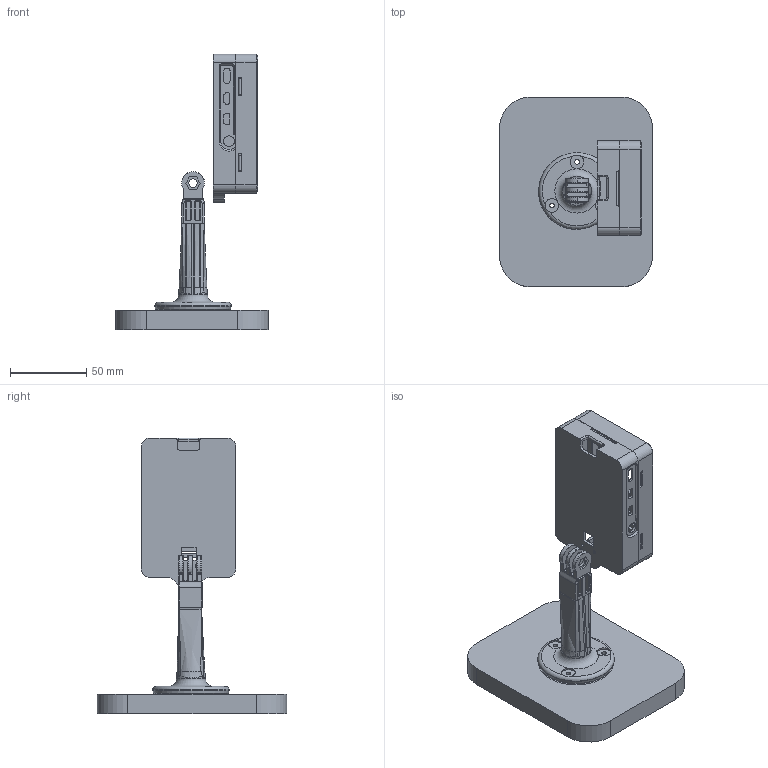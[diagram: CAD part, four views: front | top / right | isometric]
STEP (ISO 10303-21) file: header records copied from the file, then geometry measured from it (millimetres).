
FILE_DESCRIPTION(/* description */ (''),/* implementation_level */ '2;1');
FILE_NAME(/* name */ 'Sense HAT Case.step',/* time_stamp */ '2023-07-07T14:56:17-04:00',/* author */ (''),/* organization */ (''),/* preprocessor_version */ 'ST-DEVELOPER v19.2',/* originating_system */ 'Autodesk Translation Framework v12.6.0.85',/* authorisation */ '');
FILE_SCHEMA (('AUTOMOTIVE_DESIGN { 1 0 10303 214 3 1 1 }'));
Length unit declared in the file: millimetre
Products named in the file (3): Sense HAT Case; Case; Stand
Assembly tree (2 placements, depth 2):
  Sense HAT Case
    Case
    Stand
Bounding box: 100 x 124 x 180.47 mm (x, y, z)
Volume: 215938.2 mm3; surface area: 79272.7 mm2
Topology: 4 solids, 8 shells, 734 faces, 1935 edges, 1220 vertices
Faces by surface type: plane 309, cylinder 268, bspline 81, torus 62, cone 10, sphere 4
Full cylindrical faces by diameter (mm): 2 x1, 3 x6, 7 x1, 9 x3, 19 x1, 49 x1, 50 x1
Entity records: 25976 total; most frequent: CARTESIAN_POINT 7938, ORIENTED_EDGE 3870, DIRECTION 3594, EDGE_CURVE 1935, AXIS2_PLACEMENT_3D 1258, VERTEX_POINT 1220, LINE 1078, VECTOR 1078
